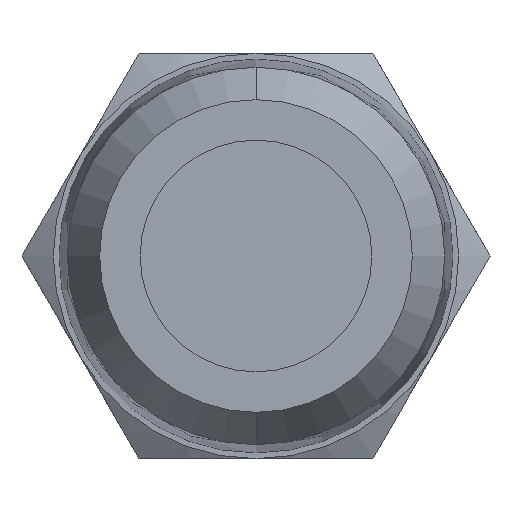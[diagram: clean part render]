
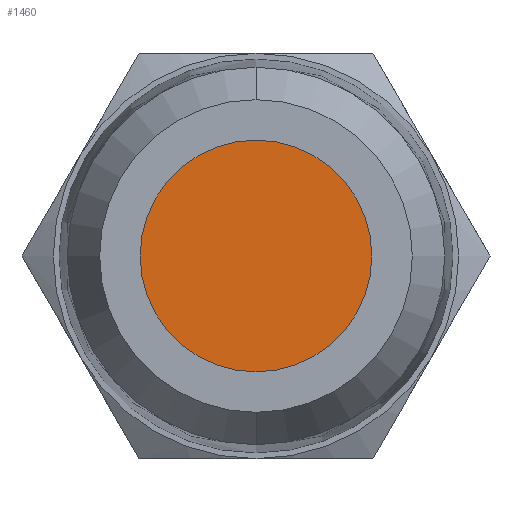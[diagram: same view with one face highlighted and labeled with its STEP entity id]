
A CAD part, front view. The second image highlights one B-rep face of the part: STEP entity #1460.
In plain terms, the highlighted planar face has unit normal (0, -1, 0).
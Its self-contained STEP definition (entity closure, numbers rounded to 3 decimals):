
#98 = FACE_OUTER_BOUND ( 'NONE', #1876, .T. ) ;
#325 = CARTESIAN_POINT ( 'NONE',  ( 4., 0.871, 0. ) ) ;
#326 = CARTESIAN_POINT ( 'NONE',  ( -4., 0.871, 0. ) ) ;
#450 = EDGE_CURVE ( 'NONE', #1925, #1926, #2448, .T. ) ;
#458 = EDGE_CURVE ( 'NONE', #1926, #1925, #2461, .T. ) ;
#549 = AXIS2_PLACEMENT_3D ( 'NONE', #2231, #2232, #2233 ) ;
#554 = AXIS2_PLACEMENT_3D ( 'NONE', #1482, #1483, #1484 ) ;
#801 = AXIS2_PLACEMENT_3D ( 'NONE', #2013, #2014, #2015 ) ;
#1460 = ADVANCED_FACE ( 'NONE', ( #98 ), #2005, .F. ) ;
#1482 = CARTESIAN_POINT ( 'NONE',  ( 0., 0.871, 0. ) ) ;
#1483 = DIRECTION ( 'NONE',  ( 0., 1., 0. ) ) ;
#1484 = DIRECTION ( 'NONE',  ( 0., 0., 1. ) ) ;
#1876 = EDGE_LOOP ( 'NONE', ( #2387, #2385 ) ) ;
#1925 = VERTEX_POINT ( 'NONE', #325 ) ;
#1926 = VERTEX_POINT ( 'NONE', #326 ) ;
#2005 = PLANE ( 'NONE',  #801 ) ;
#2013 = CARTESIAN_POINT ( 'NONE',  ( 0., 0.871, 0. ) ) ;
#2014 = DIRECTION ( 'NONE',  ( 0., 1., 0. ) ) ;
#2015 = DIRECTION ( 'NONE',  ( 0., 0., 1. ) ) ;
#2231 = CARTESIAN_POINT ( 'NONE',  ( 0., 0.871, 0. ) ) ;
#2232 = DIRECTION ( 'NONE',  ( 0., 1., 0. ) ) ;
#2233 = DIRECTION ( 'NONE',  ( 0., 0., 1. ) ) ;
#2385 = ORIENTED_EDGE ( 'NONE', *, *, #450, .F. ) ;
#2387 = ORIENTED_EDGE ( 'NONE', *, *, #458, .F. ) ;
#2448 = CIRCLE ( 'NONE', #549, 4. ) ;
#2461 = CIRCLE ( 'NONE', #554, 4. ) ;
